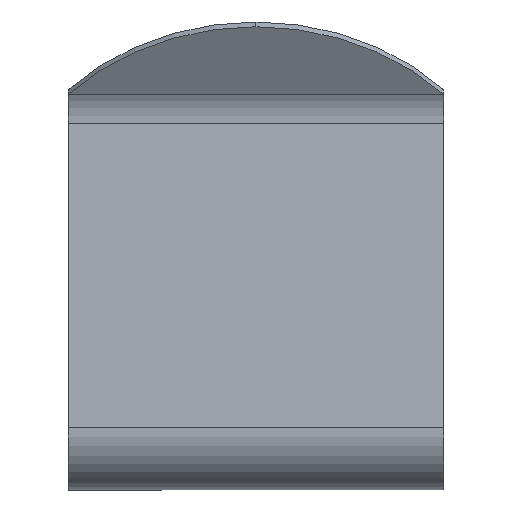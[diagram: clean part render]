
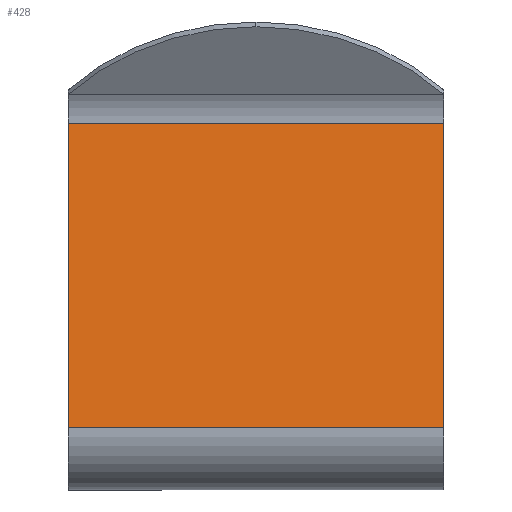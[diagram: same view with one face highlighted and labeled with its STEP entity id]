
A CAD part, front view. The second image highlights one B-rep face of the part: STEP entity #428.
In plain terms, the highlighted planar face has unit normal (0, -0.994, 0.11).
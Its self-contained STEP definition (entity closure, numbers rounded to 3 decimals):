
#1 = CARTESIAN_POINT ( 'NONE',  ( -3.9, -9.276, 7.803 ) ) ;
#100 = EDGE_CURVE ( 'NONE', #615, #949, #933, .T. ) ;
#120 = PLANE ( 'NONE',  #491 ) ;
#137 = EDGE_CURVE ( 'NONE', #782, #362, #447, .T. ) ;
#144 = VECTOR ( 'NONE', #587, 1000. ) ;
#167 = DIRECTION ( 'NONE',  ( 0., 0.109, 0.994 ) ) ;
#226 = CARTESIAN_POINT ( 'NONE',  ( -4., -9.276, 7.803 ) ) ;
#260 = VECTOR ( 'NONE', #771, 1000. ) ;
#297 = CARTESIAN_POINT ( 'NONE',  ( 4., -10.25, -1.042 ) ) ;
#316 = CARTESIAN_POINT ( 'NONE',  ( 4., -9.989, 1.331 ) ) ;
#321 = EDGE_LOOP ( 'NONE', ( #673, #661, #866, #591 ) ) ;
#362 = VERTEX_POINT ( 'NONE', #415 ) ;
#398 = CARTESIAN_POINT ( 'NONE',  ( -4., -9.989, 1.331 ) ) ;
#415 = CARTESIAN_POINT ( 'NONE',  ( 4., -9.276, 7.803 ) ) ;
#428 = ADVANCED_FACE ( 'NONE', ( #757 ), #120, .T. ) ;
#447 = LINE ( 'NONE', #297, #698 ) ;
#477 = EDGE_CURVE ( 'NONE', #782, #949, #670, .T. ) ;
#487 = CARTESIAN_POINT ( 'NONE',  ( -3.9, -10.25, -1.042 ) ) ;
#491 = AXIS2_PLACEMENT_3D ( 'NONE', #487, #562, #565 ) ;
#513 = DIRECTION ( 'NONE',  ( -1., 0., 0. ) ) ;
#562 = DIRECTION ( 'NONE',  ( 0., -0.994, 0.109 ) ) ;
#565 = DIRECTION ( 'NONE',  ( 0., -0.109, -0.994 ) ) ;
#587 = DIRECTION ( 'NONE',  ( 0., -0.109, -0.994 ) ) ;
#591 = ORIENTED_EDGE ( 'NONE', *, *, #717, .T. ) ;
#595 = CARTESIAN_POINT ( 'NONE',  ( -4., -10.25, -1.042 ) ) ;
#615 = VERTEX_POINT ( 'NONE', #226 ) ;
#637 = VECTOR ( 'NONE', #513, 1000. ) ;
#661 = ORIENTED_EDGE ( 'NONE', *, *, #477, .F. ) ;
#670 = LINE ( 'NONE', #704, #260 ) ;
#673 = ORIENTED_EDGE ( 'NONE', *, *, #100, .T. ) ;
#698 = VECTOR ( 'NONE', #167, 1000. ) ;
#704 = CARTESIAN_POINT ( 'NONE',  ( -3.9, -9.989, 1.331 ) ) ;
#717 = EDGE_CURVE ( 'NONE', #362, #615, #724, .T. ) ;
#724 = LINE ( 'NONE', #1, #637 ) ;
#757 = FACE_OUTER_BOUND ( 'NONE', #321, .T. ) ;
#771 = DIRECTION ( 'NONE',  ( -1., 0., 0. ) ) ;
#782 = VERTEX_POINT ( 'NONE', #316 ) ;
#866 = ORIENTED_EDGE ( 'NONE', *, *, #137, .T. ) ;
#933 = LINE ( 'NONE', #595, #144 ) ;
#949 = VERTEX_POINT ( 'NONE', #398 ) ;
